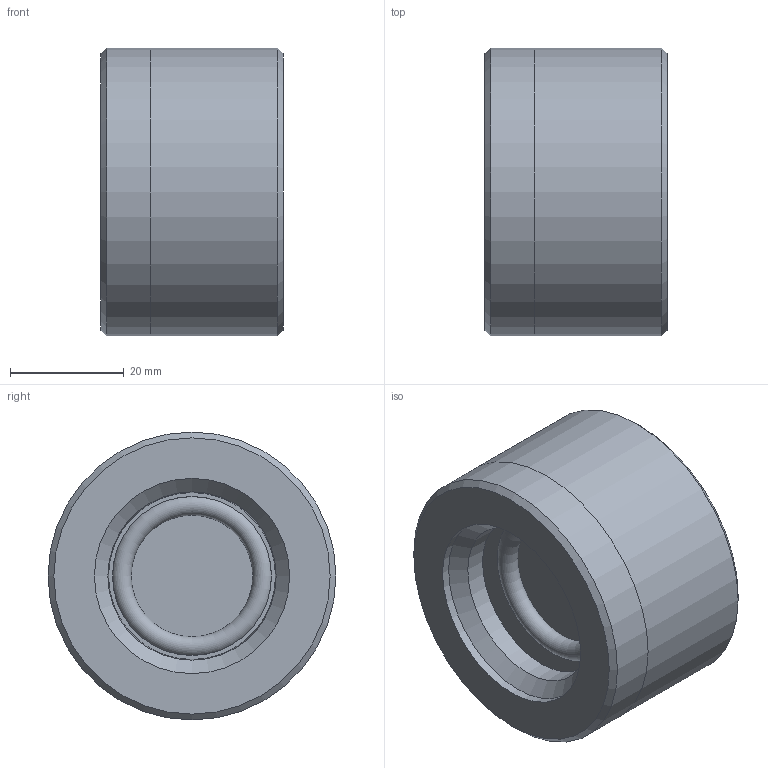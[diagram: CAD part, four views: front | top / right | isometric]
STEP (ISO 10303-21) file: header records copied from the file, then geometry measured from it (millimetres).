
FILE_DESCRIPTION(/* description */ (''),/* implementation_level */ '2;1');
FILE_NAME(/* name */ 'MET161C.stp',/* time_stamp */ '2018-01-22T10:36:00-06:00',/* author */ ('scottg'),/* organization */ ('FasTest,Inc.'),/* preprocessor_version */ 'ST-DEVELOPER v16.1',/* originating_system */ 'Autodesk Inventor 2016',/* authorisation */ '');
FILE_SCHEMA (('AUTOMOTIVE_DESIGN { 1 0 10303 214 3 1 1 }'));
Length unit declared in the file: inch
Products named in the file (1): MET161C
Bounding box: 32 x 50.55 x 50.55 mm (x, y, z)
Volume: 50014 mm3; surface area: 12171.4 mm2
Topology: 1 solids, 1 shells, 22 faces, 36 edges, 22 vertices
Faces by surface type: plane 8, cylinder 7, cone 6, torus 1
Full cylindrical faces by diameter (mm): 34.138 x1, 34.29 x1, 36.881 x1, 41.351 x2, 50.546 x2
Entity records: 480 total; most frequent: DIRECTION 88, CARTESIAN_POINT 65, AXIS2_PLACEMENT_3D 44, EDGE_LOOP 42, ORIENTED_EDGE 42, FACE_OUTER_BOUND 22, ADVANCED_FACE 22, CIRCLE 21
